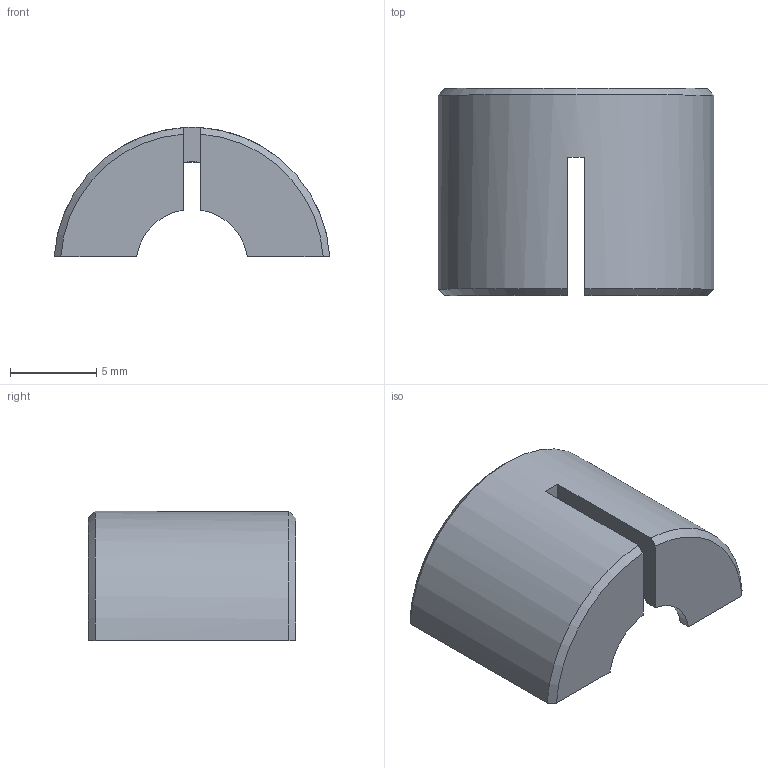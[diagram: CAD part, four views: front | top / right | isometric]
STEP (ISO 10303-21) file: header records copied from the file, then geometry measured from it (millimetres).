
FILE_DESCRIPTION (( 'STEP AP214' ), '1' );
FILE_NAME ('D071104_Flexure_Cup.STEP', '2022-02-04T17:23:58', ( '' ), ( '' ), 'SwSTEP 2.0', 'SolidWorks 2021', '' );
FILE_SCHEMA (( 'AUTOMOTIVE_DESIGN' ));
Length unit declared in the file: inch
Products named in the file (1): D071104_Flexure_Cup
Bounding box: 15.98 x 12.01 x 7.5 mm (x, y, z)
Volume: 544.3 mm3; surface area: 700.3 mm2
Topology: 1 solids, 1 shells, 22 faces, 60 edges, 40 vertices
Faces by surface type: plane 10, cone 6, cylinder 4, torus 2
Entity records: 768 total; most frequent: CARTESIAN_POINT 179, ORIENTED_EDGE 120, DIRECTION 110, EDGE_CURVE 60, AXIS2_PLACEMENT_3D 43, VERTEX_POINT 40, VECTOR 24, LINE 24
